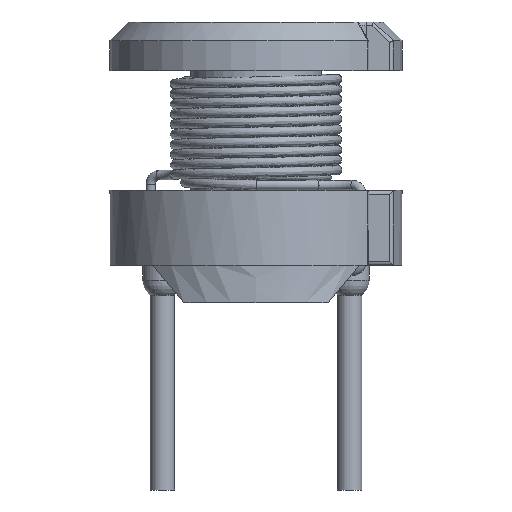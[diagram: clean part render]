
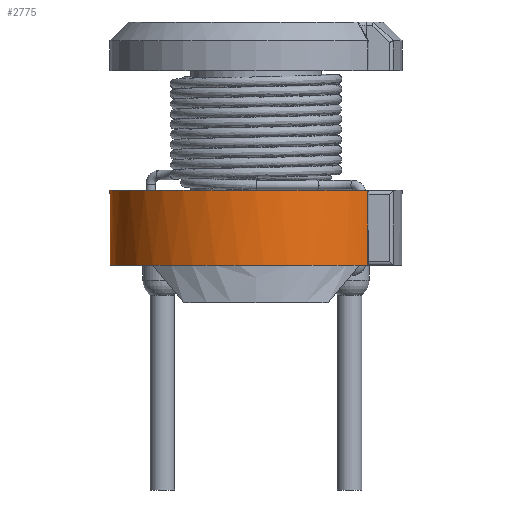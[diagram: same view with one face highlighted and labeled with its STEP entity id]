
A CAD part, left-side view. The second image highlights one B-rep face of the part: STEP entity #2775.
In plain terms, the highlighted cylindrical face has radius 3.9 mm (diameter 7.8 mm), a partial arc.
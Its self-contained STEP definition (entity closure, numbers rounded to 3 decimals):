
#77=CYLINDRICAL_SURFACE('',#2927,3.9);
#115=LINE('',#5594,#205);
#116=LINE('',#5609,#206);
#205=VECTOR('',#3152,1000.);
#206=VECTOR('',#3155,1000.);
#313=CIRCLE('',#2928,3.9);
#427=ORIENTED_EDGE('',*,*,#957,.T.);
#428=ORIENTED_EDGE('',*,*,#958,.T.);
#429=ORIENTED_EDGE('',*,*,#959,.T.);
#430=ORIENTED_EDGE('',*,*,#960,.T.);
#431=ORIENTED_EDGE('',*,*,#961,.T.);
#432=ORIENTED_EDGE('',*,*,#962,.T.);
#433=ORIENTED_EDGE('',*,*,#963,.F.);
#434=ORIENTED_EDGE('',*,*,#964,.F.);
#435=ORIENTED_EDGE('',*,*,#965,.F.);
#436=ORIENTED_EDGE('',*,*,#966,.T.);
#957=EDGE_CURVE('',#1229,#1230,#115,.T.);
#958=EDGE_CURVE('',#1230,#1231,#1391,.T.);
#959=EDGE_CURVE('',#1231,#1232,#313,.T.);
#960=EDGE_CURVE('',#1232,#1233,#1392,.T.);
#961=EDGE_CURVE('',#1233,#1234,#116,.F.);
#962=EDGE_CURVE('',#1234,#1235,#1393,.T.);
#963=EDGE_CURVE('',#1236,#1235,#1394,.T.);
#964=EDGE_CURVE('',#1237,#1236,#1395,.F.);
#965=EDGE_CURVE('',#1238,#1237,#1396,.T.);
#966=EDGE_CURVE('',#1238,#1229,#1397,.T.);
#1229=VERTEX_POINT('',#5595);
#1230=VERTEX_POINT('',#5596);
#1231=VERTEX_POINT('',#5601);
#1232=VERTEX_POINT('',#5603);
#1233=VERTEX_POINT('',#5608);
#1234=VERTEX_POINT('',#5610);
#1235=VERTEX_POINT('',#5615);
#1236=VERTEX_POINT('',#5621);
#1237=VERTEX_POINT('',#5627);
#1238=VERTEX_POINT('',#5632);
#1391=B_SPLINE_CURVE_WITH_KNOTS('',3,(#5597,#5598,#5599,#5600),
 .UNSPECIFIED.,.F.,.F.,(4,4),(0.,0.),
 .UNSPECIFIED.);
#1392=B_SPLINE_CURVE_WITH_KNOTS('',3,(#5604,#5605,#5606,#5607),
 .UNSPECIFIED.,.F.,.F.,(4,4),(0.,0.),.UNSPECIFIED.);
#1393=B_SPLINE_CURVE_WITH_KNOTS('',3,(#5611,#5612,#5613,#5614),
 .UNSPECIFIED.,.F.,.F.,(4,4),(0.,1.),.UNSPECIFIED.);
#1394=B_SPLINE_CURVE_WITH_KNOTS('',3,(#5616,#5617,#5618,#5619,#5620),
 .UNSPECIFIED.,.F.,.F.,(4,1,4),(0.625,0.715,0.804),
 .UNSPECIFIED.);
#1395=B_SPLINE_CURVE_WITH_KNOTS('',3,(#5622,#5623,#5624,#5625,#5626),
 .UNSPECIFIED.,.F.,.F.,(4,1,4),(0.375,0.5,0.625),.UNSPECIFIED.);
#1396=B_SPLINE_CURVE_WITH_KNOTS('',3,(#5628,#5629,#5630,#5631),
 .UNSPECIFIED.,.F.,.F.,(4,4),(0.363,0.375),.UNSPECIFIED.);
#1397=B_SPLINE_CURVE_WITH_KNOTS('',3,(#5633,#5634,#5635,#5636),
 .UNSPECIFIED.,.F.,.F.,(4,4),(0.,1.),.UNSPECIFIED.);
#1510=EDGE_LOOP('',(#427,#428,#429,#430,#431,#432,#433,#434,#435,#436));
#1682=FACE_BOUND('',#1510,.T.);
#2775=ADVANCED_FACE('',(#1682),#77,.T.);
#2927=AXIS2_PLACEMENT_3D('',#5593,#3150,#3151);
#2928=AXIS2_PLACEMENT_3D('',#5602,#3153,#3154);
#3150=DIRECTION('',(0.,0.,1.));
#3151=DIRECTION('',(1.,0.,0.));
#3152=DIRECTION('',(0.,0.,1.));
#3153=DIRECTION('',(0.,0.,-1.));
#3154=DIRECTION('',(1.,0.,0.));
#3155=DIRECTION('',(0.,0.,1.));
#5593=CARTESIAN_POINT('',(0.,0.,-2.));
#5594=CARTESIAN_POINT('',(-2.507,-2.988,-2.));
#5595=CARTESIAN_POINT('',(-2.507,-2.988,-2.));
#5596=CARTESIAN_POINT('',(-2.507,-2.988,-0.006));
#5597=CARTESIAN_POINT('',(-2.507,-2.988,-0.006));
#5598=CARTESIAN_POINT('',(-2.516,-2.98,-0.002));
#5599=CARTESIAN_POINT('',(-2.525,-2.972,0.));
#5600=CARTESIAN_POINT('',(-2.534,-2.964,0.));
#5601=CARTESIAN_POINT('',(-2.534,-2.964,0.));
#5602=CARTESIAN_POINT('',(0.,0.,0.));
#5603=CARTESIAN_POINT('',(1.3,3.677,0.));
#5604=CARTESIAN_POINT('',(1.3,3.677,0.));
#5605=CARTESIAN_POINT('',(1.312,3.673,0.));
#5606=CARTESIAN_POINT('',(1.323,3.669,-0.002));
#5607=CARTESIAN_POINT('',(1.334,3.665,-0.006));
#5608=CARTESIAN_POINT('',(1.334,3.665,-0.006));
#5609=CARTESIAN_POINT('',(1.334,3.665,-2.));
#5610=CARTESIAN_POINT('',(1.334,3.665,-2.));
#5611=CARTESIAN_POINT('',(1.334,3.665,-1.994));
#5612=CARTESIAN_POINT('',(1.323,3.669,-1.996));
#5613=CARTESIAN_POINT('',(1.311,3.673,-1.998));
#5614=CARTESIAN_POINT('',(1.3,3.677,-2.));
#5615=CARTESIAN_POINT('',(1.3,3.677,-2.));
#5616=CARTESIAN_POINT('',(-2.758,2.758,-2.));
#5617=CARTESIAN_POINT('',(-2.234,3.282,-2.));
#5618=CARTESIAN_POINT('',(-0.908,4.007,-2.));
#5619=CARTESIAN_POINT('',(0.607,3.923,-2.));
#5620=CARTESIAN_POINT('',(1.3,3.677,-2.));
#5621=CARTESIAN_POINT('',(-2.758,2.758,-2.));
#5622=CARTESIAN_POINT('',(-2.758,2.758,-2.));
#5623=CARTESIAN_POINT('',(-3.48,2.036,-2.));
#5624=CARTESIAN_POINT('',(-4.32,0.,-2.));
#5625=CARTESIAN_POINT('',(-3.48,-2.036,-2.));
#5626=CARTESIAN_POINT('',(-2.758,-2.758,-2.));
#5627=CARTESIAN_POINT('',(-2.758,-2.758,-2.));
#5628=CARTESIAN_POINT('',(-2.535,-2.964,-2.));
#5629=CARTESIAN_POINT('',(-2.611,-2.899,-2.));
#5630=CARTESIAN_POINT('',(-2.686,-2.83,-2.));
#5631=CARTESIAN_POINT('',(-2.758,-2.758,-2.));
#5632=CARTESIAN_POINT('',(-2.534,-2.964,-2.));
#5633=CARTESIAN_POINT('',(-2.534,-2.964,-2.));
#5634=CARTESIAN_POINT('',(-2.525,-2.972,-1.998));
#5635=CARTESIAN_POINT('',(-2.516,-2.98,-1.996));
#5636=CARTESIAN_POINT('',(-2.507,-2.988,-1.994));
